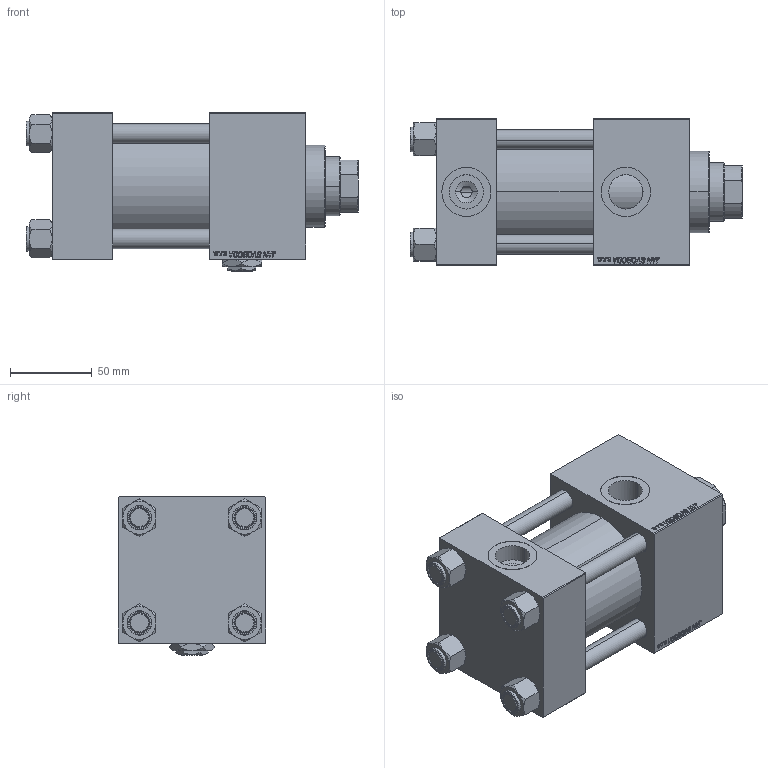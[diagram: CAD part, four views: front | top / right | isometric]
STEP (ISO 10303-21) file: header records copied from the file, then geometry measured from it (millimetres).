
FILE_DESCRIPTION (( 'STEP AP203' ), '1' );
FILE_NAME ('f175.STEP', '2024-06-07T06:18:48', ( '' ), ( '' ), 'SwSTEP 2.0', 'SolidWorks 2019', '' );
FILE_SCHEMA (( 'CONFIG_CONTROL_DESIGN' ));
Length unit declared in the file: millimetre
Products named in the file (7): Zatka_pro_OIL_PORT c05eb6123ab0ade4808c5f9ece28c766; V215CR_C_Body c05eb6123ab0ade4808c5f9ece28c766; NUT_M5_C c05eb6123ab0ade4808c5f9ece28c766; V215_VC_A c05eb6123ab0ade4808c5f9ece28c766; V215CR_VCP_C c05eb6123ab0ade4808c5f9ece28c766; V215CR_C_TYCINKA c05eb6123ab0ade4808c5f9ece28c766; f175
Assembly tree (12 placements, depth 2):
  f175
    V215CR_C_Body c05eb6123ab0ade4808c5f9ece28c766
    V215CR_VCP_C c05eb6123ab0ade4808c5f9ece28c766
    NUT_M5_C c05eb6123ab0ade4808c5f9ece28c766  x4
    V215CR_C_TYCINKA c05eb6123ab0ade4808c5f9ece28c766  x4
    V215_VC_A c05eb6123ab0ade4808c5f9ece28c766
    Zatka_pro_OIL_PORT c05eb6123ab0ade4808c5f9ece28c766
Bounding box: 203 x 90 x 97 mm (x, y, z)
Volume: 963527 mm3; surface area: 186357.3 mm2
Topology: 12 solids, 12 shells, 1196 faces, 2989 edges, 1935 vertices
Faces by surface type: plane 550, bspline 392, cone 156, cylinder 90, torus 8
Entity records: 51955 total; most frequent: CARTESIAN_POINT 27707, ORIENTED_EDGE 5470, DIRECTION 3495, EDGE_CURVE 2735, VERTEX_POINT 1791, VECTOR 1631, LINE 1631, EDGE_LOOP 1208
